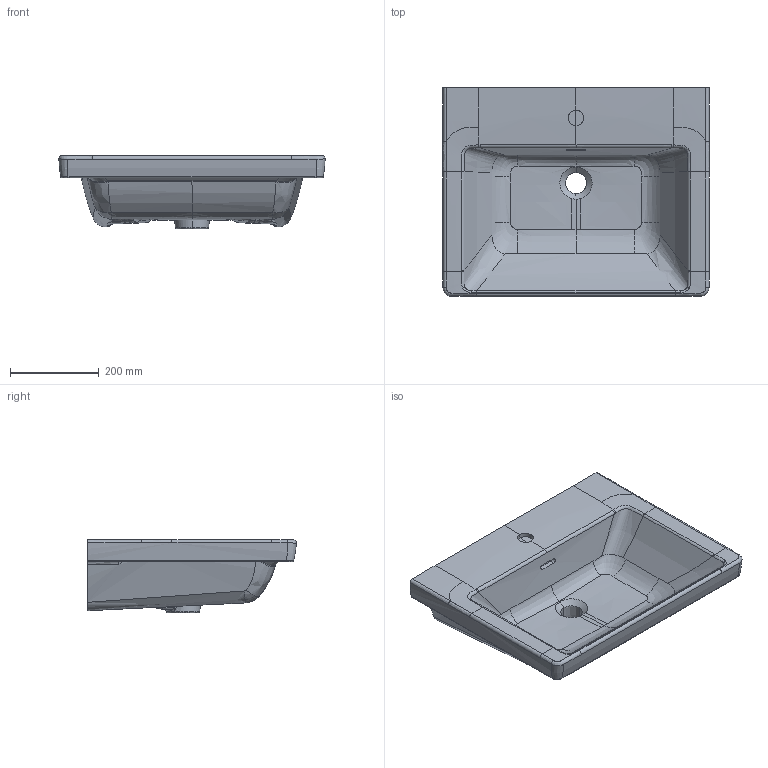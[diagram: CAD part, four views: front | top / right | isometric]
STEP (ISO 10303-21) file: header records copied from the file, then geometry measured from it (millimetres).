
FILE_DESCRIPTION(/* description */ (''),/* implementation_level */ '2;1');
FILE_NAME(/* name */ '4A7060.stp',/* time_stamp */ '2020-02-10T14:32:49+01:00',/* author */ (''),/* organization */ (''),/* preprocessor_version */ 'ST-DEVELOPER v16.7',/* originating_system */ 'SIEMENS PLM Software NX 1863',/* authorisation */ '');
FILE_SCHEMA (('AUTOMOTIVE_DESIGN { 1 0 10303 214 3 1 1 1 }'));
Length unit declared in the file: millimetre
Products named in the file (1): Sier46740F1Fhcky
Bounding box: 599.97 x 470.32 x 166.35 mm (x, y, z)
Volume: 14987162.9 mm3; surface area: 913795.9 mm2
Topology: 1 solids, 1 shells, 410 faces, 1036 edges, 613 vertices
Faces by surface type: bspline 329, cylinder 46, plane 18, extrusion 8, sphere 8, cone 1
Entity records: 39906 total; most frequent: CARTESIAN_POINT 32817, ORIENTED_EDGE 2044, EDGE_CURVE 1022, B_SPLINE_CURVE_WITH_KNOTS 719, VERTEX_POINT 613, DIRECTION 603, EDGE_LOOP 411, ADVANCED_FACE 410
